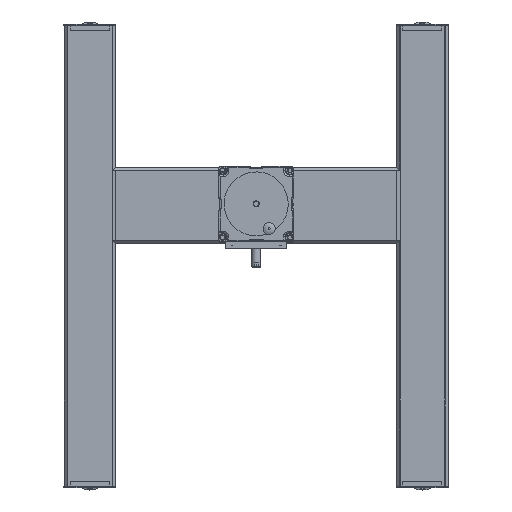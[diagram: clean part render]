
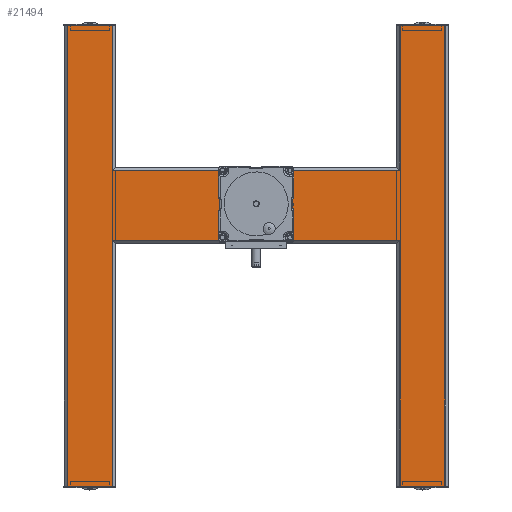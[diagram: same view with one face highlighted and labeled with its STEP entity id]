
A CAD part, top view. The second image highlights one B-rep face of the part: STEP entity #21494.
In plain terms, the highlighted planar face has unit normal (0, 0, 1).
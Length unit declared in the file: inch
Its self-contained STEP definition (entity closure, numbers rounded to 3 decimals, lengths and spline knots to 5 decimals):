
#793=LINE('',#32864,#2517);
#805=LINE('',#32889,#2529);
#821=LINE('',#32921,#2545);
#832=LINE('',#32942,#2556);
#834=LINE('',#32948,#2558);
#842=LINE('',#32962,#2566);
#852=LINE('',#32982,#2576);
#862=LINE('',#33002,#2586);
#863=LINE('',#33006,#2587);
#867=LINE('',#33012,#2591);
#870=LINE('',#33019,#2594);
#871=LINE('',#33021,#2595);
#2517=VECTOR('',#26635,3.52756);
#2529=VECTOR('',#26653,3.52756);
#2545=VECTOR('',#26677,3.52756);
#2556=VECTOR('',#26692,11.28346);
#2558=VECTOR('',#26696,19.17323);
#2566=VECTOR('',#26706,3.52756);
#2576=VECTOR('',#26726,35.98425);
#2586=VECTOR('',#26748,35.98425);
#2587=VECTOR('',#26753,11.28346);
#2591=VECTOR('',#26759,22.47244);
#2594=VECTOR('',#26768,19.17323);
#2595=VECTOR('',#26771,22.47244);
#3921=PLANE('',#23342);
#4777=FACE_BOUND('',#7274,.T.);
#4778=FACE_BOUND('',#7275,.T.);
#4779=FACE_BOUND('',#7276,.T.);
#4780=FACE_BOUND('',#7277,.T.);
#5680=FACE_OUTER_BOUND('',#7273,.T.);
#7273=EDGE_LOOP('',(#15994,#15995,#15996,#15997,#15998,#15999,#16000,#16001,
#16002,#16003,#16004,#16005));
#7274=EDGE_LOOP('',(#16006));
#7275=EDGE_LOOP('',(#16007));
#7276=EDGE_LOOP('',(#16008));
#7277=EDGE_LOOP('',(#16009));
#9039=CIRCLE('',#23314,0.21654);
#9042=CIRCLE('',#23319,0.21654);
#9045=CIRCLE('',#23324,0.21654);
#9048=CIRCLE('',#23329,0.21654);
#10166=VERTEX_POINT('',#32861);
#10167=VERTEX_POINT('',#32863);
#10176=VERTEX_POINT('',#32886);
#10177=VERTEX_POINT('',#32888);
#10188=VERTEX_POINT('',#32918);
#10189=VERTEX_POINT('',#32920);
#10197=VERTEX_POINT('',#32940);
#10199=VERTEX_POINT('',#32945);
#10200=VERTEX_POINT('',#32947);
#10205=VERTEX_POINT('',#32960);
#10215=VERTEX_POINT('',#33005);
#10217=VERTEX_POINT('',#33017);
#10218=VERTEX_POINT('',#33025);
#10221=VERTEX_POINT('',#33033);
#10224=VERTEX_POINT('',#33041);
#10227=VERTEX_POINT('',#33049);
#12344=EDGE_CURVE('',#10166,#10167,#793,.T.);
#12356=EDGE_CURVE('',#10176,#10177,#805,.T.);
#12372=EDGE_CURVE('',#10189,#10188,#821,.T.);
#12383=EDGE_CURVE('',#10197,#10188,#832,.T.);
#12385=EDGE_CURVE('',#10199,#10200,#834,.T.);
#12393=EDGE_CURVE('',#10199,#10205,#842,.T.);
#12403=EDGE_CURVE('',#10189,#10205,#852,.T.);
#12413=EDGE_CURVE('',#10177,#10166,#862,.T.);
#12414=EDGE_CURVE('',#10167,#10215,#863,.T.);
#12418=EDGE_CURVE('',#10215,#10197,#867,.T.);
#12421=EDGE_CURVE('',#10217,#10176,#870,.T.);
#12422=EDGE_CURVE('',#10200,#10217,#871,.T.);
#12424=EDGE_CURVE('',#10218,#10218,#9039,.T.);
#12427=EDGE_CURVE('',#10221,#10221,#9042,.T.);
#12430=EDGE_CURVE('',#10224,#10224,#9045,.T.);
#12433=EDGE_CURVE('',#10227,#10227,#9048,.T.);
#15994=ORIENTED_EDGE('',*,*,#12418,.F.);
#15995=ORIENTED_EDGE('',*,*,#12414,.F.);
#15996=ORIENTED_EDGE('',*,*,#12344,.F.);
#15997=ORIENTED_EDGE('',*,*,#12413,.F.);
#15998=ORIENTED_EDGE('',*,*,#12356,.F.);
#15999=ORIENTED_EDGE('',*,*,#12421,.F.);
#16000=ORIENTED_EDGE('',*,*,#12422,.F.);
#16001=ORIENTED_EDGE('',*,*,#12385,.F.);
#16002=ORIENTED_EDGE('',*,*,#12393,.T.);
#16003=ORIENTED_EDGE('',*,*,#12403,.F.);
#16004=ORIENTED_EDGE('',*,*,#12372,.T.);
#16005=ORIENTED_EDGE('',*,*,#12383,.F.);
#16006=ORIENTED_EDGE('',*,*,#12424,.T.);
#16007=ORIENTED_EDGE('',*,*,#12427,.T.);
#16008=ORIENTED_EDGE('',*,*,#12430,.T.);
#16009=ORIENTED_EDGE('',*,*,#12433,.T.);
#21494=ADVANCED_FACE('',(#5680,#4777,#4778,#4779,#4780),#3921,.T.);
#23314=AXIS2_PLACEMENT_3D('',#33026,#26777,#26778);
#23319=AXIS2_PLACEMENT_3D('',#33034,#26787,#26788);
#23324=AXIS2_PLACEMENT_3D('',#33042,#26797,#26798);
#23329=AXIS2_PLACEMENT_3D('',#33050,#26807,#26808);
#23342=AXIS2_PLACEMENT_3D('',#33081,#26845,#26846);
#26635=DIRECTION('',(1.,0.,0.));
#26653=DIRECTION('',(-1.,0.,0.));
#26677=DIRECTION('',(-1.,0.,0.));
#26692=DIRECTION('',(0.,1.,0.));
#26696=DIRECTION('',(0.,1.,0.));
#26706=DIRECTION('',(1.,0.,0.));
#26726=DIRECTION('',(0.,-1.,0.));
#26748=DIRECTION('',(0.,1.,0.));
#26753=DIRECTION('',(0.,-1.,0.));
#26759=DIRECTION('',(1.,0.,0.));
#26768=DIRECTION('',(0.,-1.,0.));
#26771=DIRECTION('',(-1.,0.,0.));
#26777=DIRECTION('center_axis',(0.,0.,
-1.));
#26778=DIRECTION('ref_axis',(1.,0.,0.));
#26787=DIRECTION('center_axis',(0.,0.,
-1.));
#26788=DIRECTION('ref_axis',(1.,0.,0.));
#26797=DIRECTION('center_axis',(0.,0.,
-1.));
#26798=DIRECTION('ref_axis',(1.,0.,0.));
#26807=DIRECTION('center_axis',(0.,0.,
-1.));
#26808=DIRECTION('ref_axis',(1.,0.,0.));
#26845=DIRECTION('center_axis',(0.,0.,
1.));
#26846=DIRECTION('ref_axis',(1.,0.,0.));
#32861=CARTESIAN_POINT('',(-9.43895,22.43414,-4.79815));
#32863=CARTESIAN_POINT('',(-5.91139,22.43414,-4.79815));
#32864=CARTESIAN_POINT('',(-5.67517,22.43414,-4.79815));
#32886=CARTESIAN_POINT('',(-5.91139,-13.55012,-4.79815));
#32888=CARTESIAN_POINT('',(-9.43895,-13.55012,-4.79815));
#32889=CARTESIAN_POINT('',(-9.67517,-13.55012,-4.79815));
#32918=CARTESIAN_POINT('',(16.56105,22.43414,-4.79815));
#32920=CARTESIAN_POINT('',(20.08861,22.43414,-4.79815));
#32921=CARTESIAN_POINT('',(16.32483,22.43414,-4.79815));
#32940=CARTESIAN_POINT('',(16.56105,11.15067,-4.79815));
#32942=CARTESIAN_POINT('',(16.56105,13.43807,-4.79815));
#32945=CARTESIAN_POINT('',(16.56105,-13.55012,-4.79815));
#32947=CARTESIAN_POINT('',(16.56105,5.62311,-4.79815));
#32948=CARTESIAN_POINT('',(16.56105,13.43807,-4.79815));
#32960=CARTESIAN_POINT('',(20.08861,-13.55012,-4.79815));
#32962=CARTESIAN_POINT('',(20.32483,-13.55012,-4.79815));
#32982=CARTESIAN_POINT('',(20.08861,-4.55405,-4.79815));
#33002=CARTESIAN_POINT('',(-9.43895,-4.55405,-4.79815));
#33005=CARTESIAN_POINT('',(-5.91139,11.15067,-4.79815));
#33006=CARTESIAN_POINT('',(-5.91139,13.43807,-4.79815));
#33012=CARTESIAN_POINT('',(-7.17517,11.15067,-4.79815));
#33017=CARTESIAN_POINT('',(-5.91139,5.62311,-4.79815));
#33019=CARTESIAN_POINT('',(-5.91139,13.43807,-4.79815));
#33021=CARTESIAN_POINT('',(-7.17517,5.62311,-4.79815));
#33025=CARTESIAN_POINT('',(7.64766,6.28059,-4.79815));
#33026=CARTESIAN_POINT('Origin',(7.43113,6.28059,-4.79815));
#33033=CARTESIAN_POINT('',(3.43506,10.49319,-4.79815));
#33034=CARTESIAN_POINT('Origin',(3.21853,10.49319,-4.79815));
#33041=CARTESIAN_POINT('',(7.64766,10.49319,-4.79815));
#33042=CARTESIAN_POINT('Origin',(7.43113,10.49319,-4.79815));
#33049=CARTESIAN_POINT('',(3.43506,6.28059,-4.79815));
#33050=CARTESIAN_POINT('Origin',(3.21853,6.28059,-4.79815));
#33081=CARTESIAN_POINT('Origin',(-7.67517,4.44201,-4.79815));
